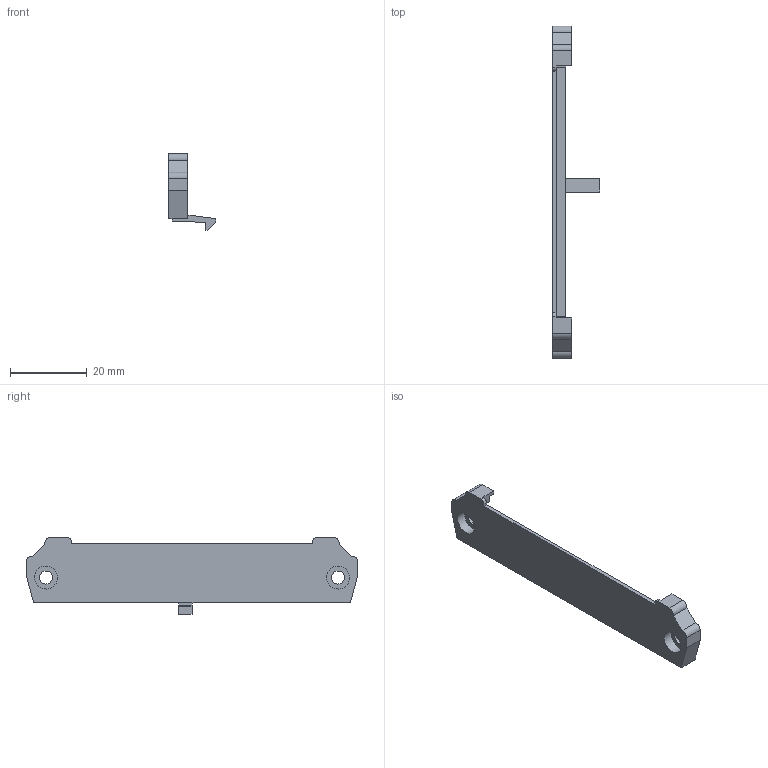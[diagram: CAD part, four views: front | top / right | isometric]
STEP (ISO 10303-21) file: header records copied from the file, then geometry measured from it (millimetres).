
FILE_DESCRIPTION(('CATIA V5 STEP Exchange','CAx-IF Rec.Pracs.--- Model Styling and Organization---1.4--- 2014-01-23'),'2;1');
FILE_NAME ('D1403066_1_1324260000_S3D_AP_80_OR.stp','2020-01-08T13:45:44+00:00',('none'),('Weidmueller'),'CATIA Version 5-6 Release 2016 SP3 HF44','CATIA V5 STEP AP214','none');
FILE_SCHEMA(('AUTOMOTIVE_DESIGN { 1 0 10303 214 1 1 1 1 }'));
Length unit declared in the file: millimetre
Products named in the file (1): 1324260000
Bounding box: 12.3 x 86.4 x 20 mm (x, y, z)
Volume: 3571.5 mm3; surface area: 3693.5 mm2
Topology: 1 solids, 1 shells, 69 faces, 208 edges, 143 vertices
Faces by surface type: plane 51, cylinder 18
Entity records: 2362 total; most frequent: ORIENTED_EDGE 416, CARTESIAN_POINT 411, DIRECTION 326, EDGE_CURVE 208, VECTOR 164, LINE 164, VERTEX_POINT 143, AXIS2_PLACEMENT_3D 104
